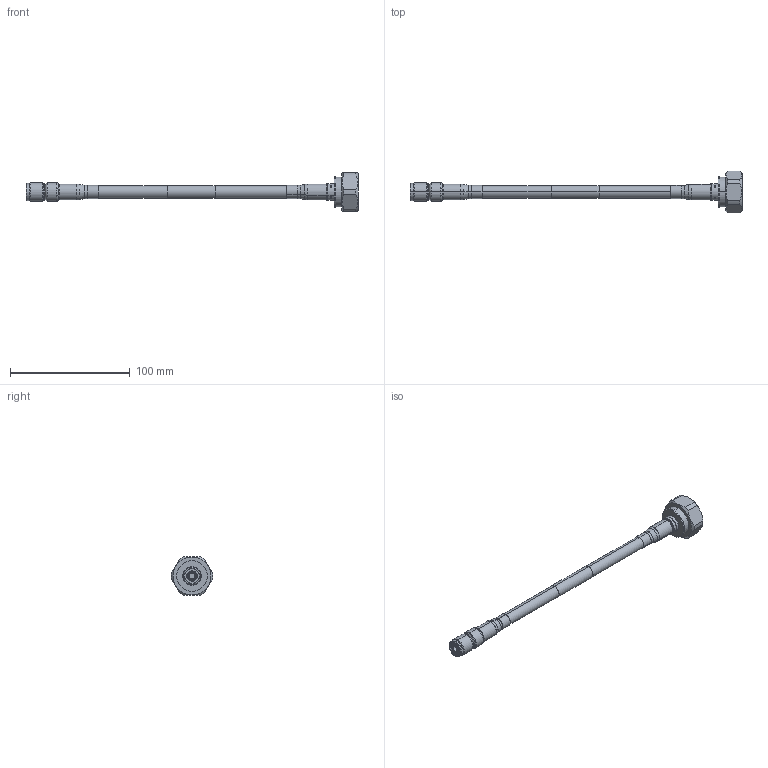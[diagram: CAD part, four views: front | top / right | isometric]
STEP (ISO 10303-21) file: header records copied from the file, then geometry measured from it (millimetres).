
FILE_DESCRIPTION (( 'STEP AP214' ), '1' );
FILE_NAME ('FMC0315400_3D.step', '2024-10-28T21:30:54', ( '' ), ( '' ), 'SwSTEP 2.0', 'SolidWorks 2022', '' );
FILE_SCHEMA (( 'AUTOMOTIVE_DESIGN' ));
Length unit declared in the file: inch
Products named in the file (8): Copy of FMCN5255^FMC0315400; Copy of EZ-400-716M-X^FMC0315400; FMC0315400_3D; Copy of EZ-400-716M-X_ferrule^Copy of EZ-400-716M-X_FMC0315400; Heat Shrink_TMC-LMR400^FMC0315400_CA-400; Copy of LMR-400^FMC0315400_WITH LABEL; Heat Shrink_716DIN-LMR400^FMC0315400_CA-400; Copy of EZ-400-716M-X_body^Copy of EZ-400-716M-X_FMC0315400
Assembly tree (7 placements, depth 3):
  FMC0315400_3D
    Copy of LMR-400^FMC0315400_WITH LABEL
    Copy of FMCN5255^FMC0315400
    Copy of EZ-400-716M-X^FMC0315400
      Copy of EZ-400-716M-X_body^Copy of EZ-400-716M-X_FMC0315400
      Copy of EZ-400-716M-X_ferrule^Copy of EZ-400-716M-X_FMC0315400
    Heat Shrink_TMC-LMR400^FMC0315400_CA-400
    Heat Shrink_716DIN-LMR400^FMC0315400_CA-400
Bounding box: 277.5 x 34.99 x 32 mm (x, y, z)
Volume: 31515.5 mm3; surface area: 27544.8 mm2
Topology: 6 solids, 6 shells, 345 faces, 730 edges, 421 vertices
Faces by surface type: cone 136, cylinder 102, plane 66, torus 41
Entity records: 9850 total; most frequent: DIRECTION 1824, CARTESIAN_POINT 1799, ORIENTED_EDGE 1460, AXIS2_PLACEMENT_3D 766, EDGE_CURVE 730, VERTEX_POINT 421, CIRCLE 410, EDGE_LOOP 375
